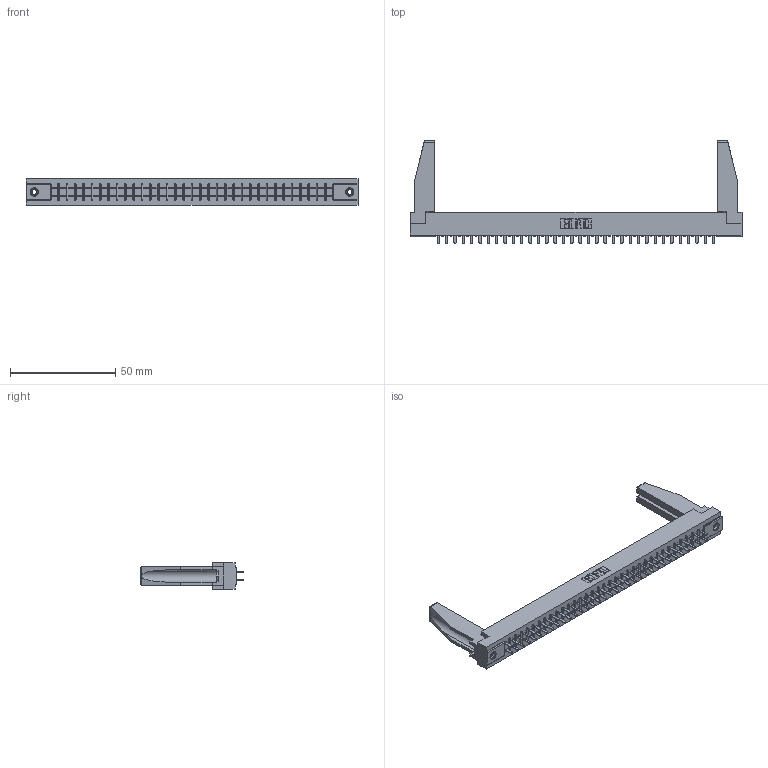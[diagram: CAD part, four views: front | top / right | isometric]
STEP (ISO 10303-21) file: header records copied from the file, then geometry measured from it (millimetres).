
FILE_DESCRIPTION (( 'STEP AP203' ), '1' );
FILE_NAME ('355-068-521-578.STEP', '2019-09-12T17:01:47', ( '' ), ( '' ), 'SwSTEP 2.0', 'SolidWorks 2016', '' );
FILE_SCHEMA (( 'CONFIG_CONTROL_DESIGN' ));
Length unit declared in the file: inch
Products named in the file (5): 307-220-078; 305-290-001_521; 355-068-521-578; 305 Part_.156 Dia; 345-250-001_345-250-001-102
Assembly tree (73 placements, depth 2):
  355-068-521-578
    305 Part_.156 Dia
    305-290-001_521  x68
    345-250-001_345-250-001-102  x2
    307-220-078  x2
Bounding box: 157.73 x 48.9 x 12.7 mm (x, y, z)
Volume: 19867.1 mm3; surface area: 24269.8 mm2
Topology: 73 solids, 73 shells, 3374 faces, 9588 edges, 6200 vertices
Faces by surface type: plane 1988, cylinder 1234, sphere 136, cone 12, torus 4
Entity records: 40106 total; most frequent: CARTESIAN_POINT 6642, ORIENTED_EDGE 6550, DIRECTION 6389, EDGE_CURVE 3275, VECTOR 2639, LINE 2639, VERTEX_POINT 2086, AXIS2_PLACEMENT_3D 1875
